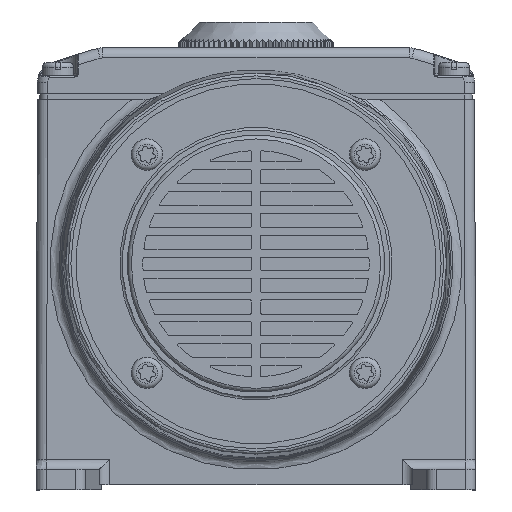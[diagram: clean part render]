
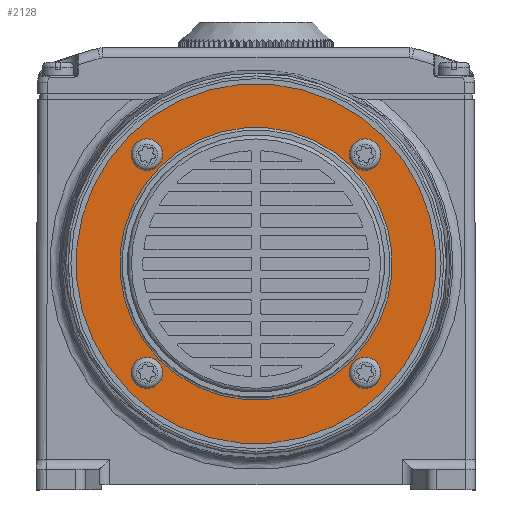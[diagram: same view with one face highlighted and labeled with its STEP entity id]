
A CAD part, left-side view. The second image highlights one B-rep face of the part: STEP entity #2128.
In plain terms, the highlighted planar face has unit normal (-1, 0, 0).
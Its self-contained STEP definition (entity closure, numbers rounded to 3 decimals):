
#2128 = ADVANCED_FACE( '', ( #4654, #4655, #4656, #4657, #4658, #4659 ), #4660, .F. );
#4654 = FACE_OUTER_BOUND( '', #8923, .T. );
#4655 = FACE_BOUND( '', #8924, .T. );
#4656 = FACE_BOUND( '', #8925, .T. );
#4657 = FACE_BOUND( '', #8926, .T. );
#4658 = FACE_BOUND( '', #8927, .T. );
#4659 = FACE_BOUND( '', #8928, .T. );
#4660 = PLANE( '', #8929 );
#8923 = EDGE_LOOP( '', ( #16104 ) );
#8924 = EDGE_LOOP( '', ( #16105 ) );
#8925 = EDGE_LOOP( '', ( #16106 ) );
#8926 = EDGE_LOOP( '', ( #16107 ) );
#8927 = EDGE_LOOP( '', ( #16108 ) );
#8928 = EDGE_LOOP( '', ( #16109 ) );
#8929 = AXIS2_PLACEMENT_3D( '', #16110, #16111, #16112 );
#16104 = ORIENTED_EDGE( '', *, *, #19743, .T. );
#16105 = ORIENTED_EDGE( '', *, *, #22146, .T. );
#16106 = ORIENTED_EDGE( '', *, *, #22147, .T. );
#16107 = ORIENTED_EDGE( '', *, *, #22148, .T. );
#16108 = ORIENTED_EDGE( '', *, *, #22149, .T. );
#16109 = ORIENTED_EDGE( '', *, *, #20310, .T. );
#16110 = CARTESIAN_POINT( '', ( -63.2, -18.385, 61.385 ) );
#16111 = DIRECTION( '', ( 1., 0., 0. ) );
#16112 = DIRECTION( '', ( 0., 1., 0. ) );
#19743 = EDGE_CURVE( '', #23370, #23370, #23371, .T. );
#20310 = EDGE_CURVE( '', #24351, #24351, #24352, .T. );
#22146 = EDGE_CURVE( '', #27097, #27097, #27098, .T. );
#22147 = EDGE_CURVE( '', #27099, #27099, #27100, .T. );
#22148 = EDGE_CURVE( '', #27101, #27101, #27102, .T. );
#22149 = EDGE_CURVE( '', #27103, #27103, #27104, .T. );
#23370 = VERTEX_POINT( '', #28737 );
#23371 = CIRCLE( '', #28738, 35. );
#24351 = VERTEX_POINT( '', #30237 );
#24352 = CIRCLE( '', #30238, 3.05 );
#27097 = VERTEX_POINT( '', #35264 );
#27098 = CIRCLE( '', #35265, 26.5 );
#27099 = VERTEX_POINT( '', #35266 );
#27100 = CIRCLE( '', #35267, 3.05 );
#27101 = VERTEX_POINT( '', #35268 );
#27102 = CIRCLE( '', #35269, 3.05 );
#27103 = VERTEX_POINT( '', #35270 );
#27104 = CIRCLE( '', #35271, 3.05 );
#28737 = CARTESIAN_POINT( '', ( -63.2, -24.749, 18.251 ) );
#28738 = AXIS2_PLACEMENT_3D( '', #37078, #37079, #37080 );
#30237 = CARTESIAN_POINT( '', ( -63.2, -23.37, 62.057 ) );
#30238 = AXIS2_PLACEMENT_3D( '', #37912, #37913, #37914 );
#35264 = CARTESIAN_POINT( '', ( -63.2, -18.738, 24.262 ) );
#35265 = AXIS2_PLACEMENT_3D( '', #40088, #40089, #40090 );
#35266 = CARTESIAN_POINT( '', ( -63.2, -19.057, 23.943 ) );
#35267 = AXIS2_PLACEMENT_3D( '', #40091, #40092, #40093 );
#35268 = CARTESIAN_POINT( '', ( -63.2, 19.057, 19.63 ) );
#35269 = AXIS2_PLACEMENT_3D( '', #40094, #40095, #40096 );
#35270 = CARTESIAN_POINT( '', ( -63.2, 19.057, 62.057 ) );
#35271 = AXIS2_PLACEMENT_3D( '', #40097, #40098, #40099 );
#37078 = CARTESIAN_POINT( '', ( -63.2, 0., 43. ) );
#37079 = DIRECTION( '', ( -1., 0., 0. ) );
#37080 = DIRECTION( '', ( 0., -0.707, -0.707 ) );
#37912 = CARTESIAN_POINT( '', ( -63.2, -21.213, 64.213 ) );
#37913 = DIRECTION( '', ( 1., 0., 0. ) );
#37914 = DIRECTION( '', ( 0., -0.707, -0.707 ) );
#40088 = CARTESIAN_POINT( '', ( -63.2, 0., 43. ) );
#40089 = DIRECTION( '', ( 1., 0., 0. ) );
#40090 = DIRECTION( '', ( 0., -0.707, -0.707 ) );
#40091 = CARTESIAN_POINT( '', ( -63.2, -21.213, 21.787 ) );
#40092 = DIRECTION( '', ( 1., 0., 0. ) );
#40093 = DIRECTION( '', ( 0., 0.707, 0.707 ) );
#40094 = CARTESIAN_POINT( '', ( -63.2, 21.213, 21.787 ) );
#40095 = DIRECTION( '', ( 1., 0., 0. ) );
#40096 = DIRECTION( '', ( 0., -0.707, -0.707 ) );
#40097 = CARTESIAN_POINT( '', ( -63.2, 21.213, 64.213 ) );
#40098 = DIRECTION( '', ( 1., 0., 0. ) );
#40099 = DIRECTION( '', ( 0., -0.707, -0.707 ) );
